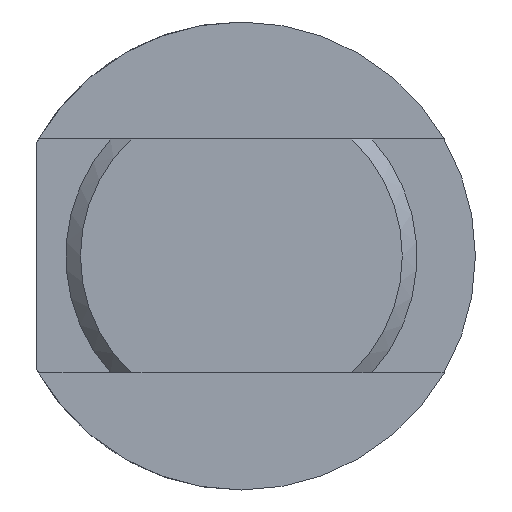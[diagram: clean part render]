
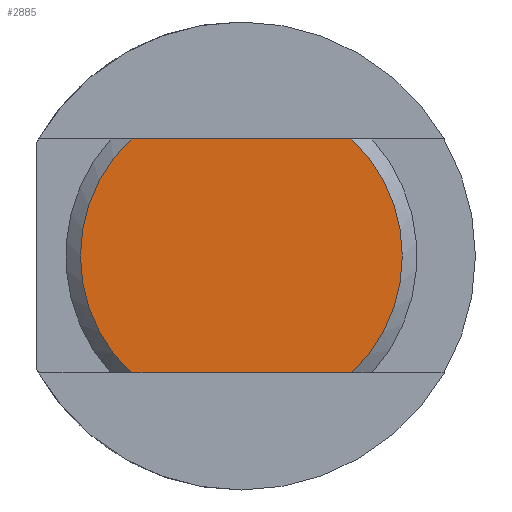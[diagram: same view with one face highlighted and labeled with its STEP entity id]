
A CAD part, left-side view. The second image highlights one B-rep face of the part: STEP entity #2885.
In plain terms, the highlighted planar face has unit normal (-1, 0, 0).
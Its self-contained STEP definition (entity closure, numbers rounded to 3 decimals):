
#91 = AXIS2_PLACEMENT_3D ( 'NONE', #1093, #1096, #1097 ) ;
#426 = CARTESIAN_POINT ( 'NONE',  ( 0., -3.775, 4. ) ) ;
#440 = CARTESIAN_POINT ( 'NONE',  ( 0., -3.775, -4. ) ) ;
#575 = CARTESIAN_POINT ( 'NONE',  ( 0., 6.928, 4. ) ) ;
#581 = DIRECTION ( 'NONE',  ( 0., -1., 0. ) ) ;
#582 = CARTESIAN_POINT ( 'NONE',  ( 0., 6.928, -4. ) ) ;
#589 = CARTESIAN_POINT ( 'NONE',  ( 0., 0., 0. ) ) ;
#590 = DIRECTION ( 'NONE',  ( -1., 0., 0. ) ) ;
#591 = DIRECTION ( 'NONE',  ( 0., 0., -1. ) ) ;
#592 = CARTESIAN_POINT ( 'NONE',  ( 0., 0., 0. ) ) ;
#593 = DIRECTION ( 'NONE',  ( 0., 1., 0. ) ) ;
#595 = DIRECTION ( 'NONE',  ( -1., 0., 0. ) ) ;
#596 = DIRECTION ( 'NONE',  ( 0., 0., -1. ) ) ;
#1093 = CARTESIAN_POINT ( 'NONE',  ( 0., 0., 0. ) ) ;
#1094 = PLANE ( 'NONE',  #91 ) ;
#1096 = DIRECTION ( 'NONE',  ( 1., 0., 0. ) ) ;
#1097 = DIRECTION ( 'NONE',  ( 0., 0., -1. ) ) ;
#1556 = EDGE_LOOP ( 'NONE', ( #2156, #2157, #2158, #2159 ) ) ;
#1651 = CIRCLE ( 'NONE', #1844, 5.5 ) ;
#1655 = CIRCLE ( 'NONE', #2267, 5.5 ) ;
#1656 = LINE ( 'NONE', #582, #1662 ) ;
#1662 = VECTOR ( 'NONE', #593, 1000. ) ;
#1664 = LINE ( 'NONE', #575, #1674 ) ;
#1674 = VECTOR ( 'NONE', #581, 1000. ) ;
#1844 = AXIS2_PLACEMENT_3D ( 'NONE', #592, #595, #596 ) ;
#2156 = ORIENTED_EDGE ( 'NONE', *, *, #2690, .F. ) ;
#2157 = ORIENTED_EDGE ( 'NONE', *, *, #2689, .T. ) ;
#2158 = ORIENTED_EDGE ( 'NONE', *, *, #2686, .F. ) ;
#2159 = ORIENTED_EDGE ( 'NONE', *, *, #2691, .T. ) ;
#2267 = AXIS2_PLACEMENT_3D ( 'NONE', #589, #590, #591 ) ;
#2270 = CARTESIAN_POINT ( 'NONE',  ( 0., 3.775, 4. ) ) ;
#2273 = VERTEX_POINT ( 'NONE', #2316 ) ;
#2287 = VERTEX_POINT ( 'NONE', #2270 ) ;
#2316 = CARTESIAN_POINT ( 'NONE',  ( 0., 3.775, -4. ) ) ;
#2325 = VERTEX_POINT ( 'NONE', #440 ) ;
#2352 = VERTEX_POINT ( 'NONE', #426 ) ;
#2686 = EDGE_CURVE ( 'NONE', #2287, #2352, #1664, .T. ) ;
#2689 = EDGE_CURVE ( 'NONE', #2325, #2352, #1655, .T. ) ;
#2690 = EDGE_CURVE ( 'NONE', #2325, #2273, #1656, .T. ) ;
#2691 = EDGE_CURVE ( 'NONE', #2287, #2273, #1651, .T. ) ;
#2885 = ADVANCED_FACE ( 'NONE', ( #3181 ), #1094, .F. ) ;
#3181 = FACE_OUTER_BOUND ( 'NONE', #1556, .T. ) ;
